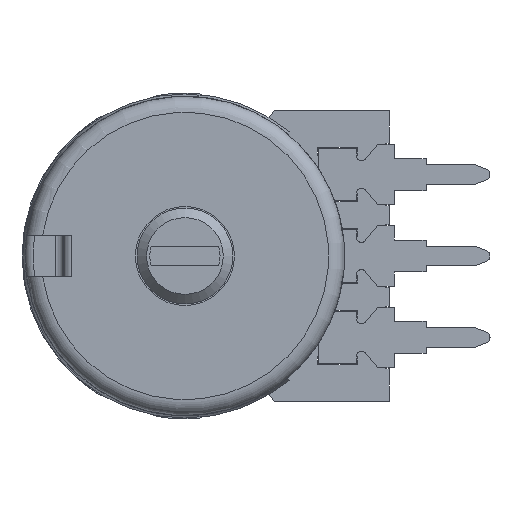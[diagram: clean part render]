
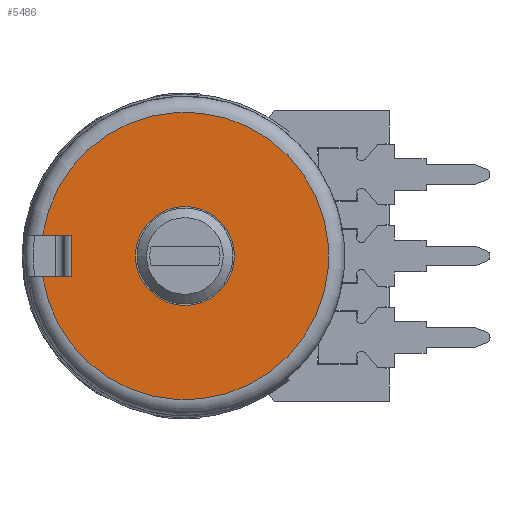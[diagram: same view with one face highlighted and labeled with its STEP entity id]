
A CAD part, left-side view. The second image highlights one B-rep face of the part: STEP entity #5486.
In plain terms, the highlighted face is planar.
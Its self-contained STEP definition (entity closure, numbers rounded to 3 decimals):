
#44=FACE_BOUND('',#1986,.T.);
#315=PLANE('',#5860);
#436=CIRCLE('',#5861,9.);
#437=CIRCLE('',#5862,3.1);
#789=LINE('',#15041,#1281);
#807=LINE('',#15102,#1299);
#808=LINE('',#15105,#1300);
#1281=VECTOR('',#6598,10.);
#1299=VECTOR('',#6660,10.);
#1300=VECTOR('',#6663,10.);
#1693=FACE_OUTER_BOUND('',#1985,.T.);
#1985=EDGE_LOOP('',(#4732,#4733,#4734,#4735));
#1986=EDGE_LOOP('',(#4736));
#2656=VERTEX_POINT('',#15038);
#2657=VERTEX_POINT('',#15040);
#2678=VERTEX_POINT('',#15101);
#2679=VERTEX_POINT('',#15103);
#2680=VERTEX_POINT('',#15106);
#3363=EDGE_CURVE('',#2656,#2657,#789,.T.);
#3394=EDGE_CURVE('',#2678,#2656,#807,.T.);
#3395=EDGE_CURVE('',#2679,#2678,#436,.T.);
#3396=EDGE_CURVE('',#2679,#2657,#808,.T.);
#3397=EDGE_CURVE('',#2680,#2680,#437,.T.);
#4732=ORIENTED_EDGE('',*,*,#3394,.F.);
#4733=ORIENTED_EDGE('',*,*,#3395,.F.);
#4734=ORIENTED_EDGE('',*,*,#3396,.T.);
#4735=ORIENTED_EDGE('',*,*,#3363,.F.);
#4736=ORIENTED_EDGE('',*,*,#3397,.T.);
#5486=ADVANCED_FACE('',(#1693,#44),#315,.T.);
#5860=AXIS2_PLACEMENT_3D('',#15100,#6658,#6659);
#5861=AXIS2_PLACEMENT_3D('',#15104,#6661,#6662);
#5862=AXIS2_PLACEMENT_3D('',#15107,#6664,#6665);
#6598=DIRECTION('',(-0.45,0.,0.893));
#6658=DIRECTION('center_axis',(-0.855,0.29,-0.431));
#6659=DIRECTION('ref_axis',(-0.45,0.,0.893));
#6660=DIRECTION('',(-0.259,-0.957,-0.13));
#6661=DIRECTION('center_axis',(0.855,-0.29,0.431));
#6662=DIRECTION('ref_axis',(0.45,0.,-0.893));
#6663=DIRECTION('',(-0.259,-0.957,-0.13));
#6664=DIRECTION('center_axis',(0.855,-0.29,0.431));
#6665=DIRECTION('ref_axis',(0.45,0.,-0.893));
#15038=CARTESIAN_POINT('',(-0.237,26.816,-1.565));
#15040=CARTESIAN_POINT('',(-1.408,26.816,0.757));
#15041=CARTESIAN_POINT('',(-0.822,26.816,-0.404));
#15100=CARTESIAN_POINT('Origin',(-4.986,11.406,-2.504));
#15101=CARTESIAN_POINT('',(0.23,28.544,-1.329));
#15102=CARTESIAN_POINT('',(-2.061,20.064,-2.485));
#15103=CARTESIAN_POINT('',(-0.941,28.544,0.992));
#15104=CARTESIAN_POINT('Origin',(-2.658,20.02,-1.33));
#15105=CARTESIAN_POINT('',(-3.232,20.064,-0.164));
#15106=CARTESIAN_POINT('',(-1.857,22.987,-0.926));
#15107=CARTESIAN_POINT('Origin',(-2.658,20.02,-1.33));
